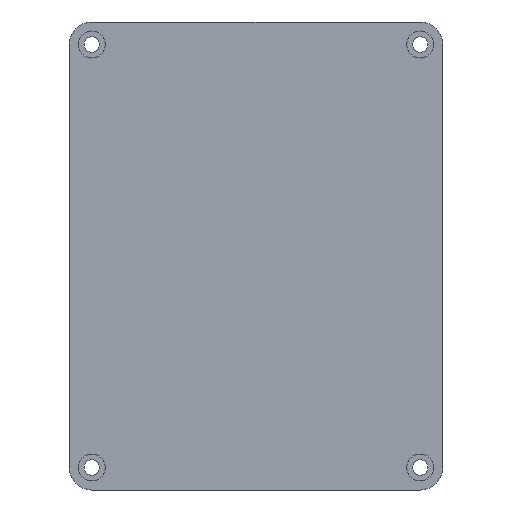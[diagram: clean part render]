
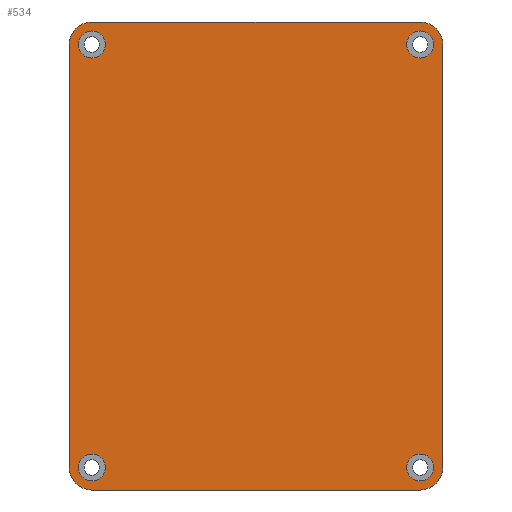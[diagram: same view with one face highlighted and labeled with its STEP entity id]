
A CAD part, front view. The second image highlights one B-rep face of the part: STEP entity #534.
In plain terms, the highlighted planar face has unit normal (0, -1, 0).
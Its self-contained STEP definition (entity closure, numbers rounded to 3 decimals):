
#19=FACE_BOUND('',#101,.T.);
#20=FACE_BOUND('',#102,.T.);
#21=FACE_BOUND('',#103,.T.);
#22=FACE_BOUND('',#104,.T.);
#40=PLANE('',#598);
#66=FACE_OUTER_BOUND('',#100,.T.);
#100=EDGE_LOOP('',(#465,#466,#467,#468,#469,#470,#471,#472));
#101=EDGE_LOOP('',(#473));
#102=EDGE_LOOP('',(#474));
#103=EDGE_LOOP('',(#475));
#104=EDGE_LOOP('',(#476));
#131=LINE('',#819,#179);
#139=LINE('',#838,#187);
#159=LINE('',#896,#207);
#160=LINE('',#898,#208);
#179=VECTOR('',#651,10.);
#187=VECTOR('',#669,10.);
#207=VECTOR('',#735,10.);
#208=VECTOR('',#738,10.);
#214=CIRCLE('',#559,5.);
#222=CIRCLE('',#570,5.);
#223=CIRCLE('',#572,5.);
#224=CIRCLE('',#575,5.);
#226=CIRCLE('',#584,3.);
#228=CIRCLE('',#587,3.);
#230=CIRCLE('',#590,3.);
#232=CIRCLE('',#593,3.);
#239=VERTEX_POINT('',#774);
#240=VERTEX_POINT('',#776);
#259=VERTEX_POINT('',#818);
#262=VERTEX_POINT('',#827);
#263=VERTEX_POINT('',#831);
#264=VERTEX_POINT('',#833);
#265=VERTEX_POINT('',#837);
#266=VERTEX_POINT('',#841);
#274=VERTEX_POINT('',#871);
#276=VERTEX_POINT('',#877);
#278=VERTEX_POINT('',#883);
#280=VERTEX_POINT('',#889);
#287=EDGE_CURVE('',#239,#240,#214,.T.);
#308=EDGE_CURVE('',#259,#240,#131,.T.);
#313=EDGE_CURVE('',#259,#262,#222,.T.);
#316=EDGE_CURVE('',#263,#264,#223,.T.);
#318=EDGE_CURVE('',#265,#264,#139,.T.);
#320=EDGE_CURVE('',#265,#266,#224,.T.);
#336=EDGE_CURVE('',#274,#274,#226,.T.);
#339=EDGE_CURVE('',#276,#276,#228,.T.);
#342=EDGE_CURVE('',#278,#278,#230,.T.);
#345=EDGE_CURVE('',#280,#280,#232,.T.);
#347=EDGE_CURVE('',#263,#262,#159,.T.);
#348=EDGE_CURVE('',#239,#266,#160,.T.);
#465=ORIENTED_EDGE('',*,*,#287,.F.);
#466=ORIENTED_EDGE('',*,*,#348,.T.);
#467=ORIENTED_EDGE('',*,*,#320,.F.);
#468=ORIENTED_EDGE('',*,*,#318,.T.);
#469=ORIENTED_EDGE('',*,*,#316,.F.);
#470=ORIENTED_EDGE('',*,*,#347,.T.);
#471=ORIENTED_EDGE('',*,*,#313,.F.);
#472=ORIENTED_EDGE('',*,*,#308,.T.);
#473=ORIENTED_EDGE('',*,*,#345,.F.);
#474=ORIENTED_EDGE('',*,*,#339,.F.);
#475=ORIENTED_EDGE('',*,*,#342,.F.);
#476=ORIENTED_EDGE('',*,*,#336,.F.);
#534=ADVANCED_FACE('',(#66,#19,#20,#21,#22),#40,.F.);
#559=AXIS2_PLACEMENT_3D('',#777,#618,#619);
#570=AXIS2_PLACEMENT_3D('',#828,#658,#659);
#572=AXIS2_PLACEMENT_3D('',#834,#664,#665);
#575=AXIS2_PLACEMENT_3D('',#842,#673,#674);
#584=AXIS2_PLACEMENT_3D('',#873,#705,#706);
#587=AXIS2_PLACEMENT_3D('',#879,#712,#713);
#590=AXIS2_PLACEMENT_3D('',#885,#719,#720);
#593=AXIS2_PLACEMENT_3D('',#891,#726,#727);
#598=AXIS2_PLACEMENT_3D('',#899,#739,#740);
#618=DIRECTION('center_axis',(0.,1.,0.));
#619=DIRECTION('ref_axis',(0.707,0.,-0.707));
#651=DIRECTION('',(1.,0.,0.));
#658=DIRECTION('center_axis',(0.,1.,0.));
#659=DIRECTION('ref_axis',(-0.707,0.,-0.707));
#664=DIRECTION('center_axis',(0.,1.,0.));
#665=DIRECTION('ref_axis',(-0.707,0.,0.707));
#669=DIRECTION('',(-1.,0.,0.));
#673=DIRECTION('center_axis',(0.,1.,0.));
#674=DIRECTION('ref_axis',(0.707,0.,0.707));
#705=DIRECTION('center_axis',(0.,-1.,0.));
#706=DIRECTION('ref_axis',(1.,0.,0.));
#712=DIRECTION('center_axis',(0.,-1.,0.));
#713=DIRECTION('ref_axis',(1.,0.,0.));
#719=DIRECTION('center_axis',(0.,-1.,0.));
#720=DIRECTION('ref_axis',(1.,0.,0.));
#726=DIRECTION('center_axis',(0.,-1.,0.));
#727=DIRECTION('ref_axis',(1.,0.,0.));
#735=DIRECTION('',(0.,0.,-1.));
#738=DIRECTION('',(0.,0.,1.));
#739=DIRECTION('center_axis',(0.,1.,0.));
#740=DIRECTION('ref_axis',(1.,0.,0.));
#774=CARTESIAN_POINT('',(41.5,0.,-47.));
#776=CARTESIAN_POINT('',(36.5,0.,-52.));
#777=CARTESIAN_POINT('Origin',(36.5,0.,-47.));
#818=CARTESIAN_POINT('',(-36.5,0.,-52.));
#819=CARTESIAN_POINT('',(-41.5,0.,-52.));
#827=CARTESIAN_POINT('',(-41.5,0.,-47.));
#828=CARTESIAN_POINT('Origin',(-36.5,0.,-47.));
#831=CARTESIAN_POINT('',(-41.5,0.,47.));
#833=CARTESIAN_POINT('',(-36.5,0.,52.));
#834=CARTESIAN_POINT('Origin',(-36.5,0.,47.));
#837=CARTESIAN_POINT('',(36.5,0.,52.));
#838=CARTESIAN_POINT('',(41.5,0.,52.));
#841=CARTESIAN_POINT('',(41.5,0.,47.));
#842=CARTESIAN_POINT('Origin',(36.5,0.,47.));
#871=CARTESIAN_POINT('',(33.5,0.,47.));
#873=CARTESIAN_POINT('Origin',(36.5,0.,47.));
#877=CARTESIAN_POINT('',(-39.5,0.,47.));
#879=CARTESIAN_POINT('Origin',(-36.5,0.,47.));
#883=CARTESIAN_POINT('',(-39.5,0.,-47.));
#885=CARTESIAN_POINT('Origin',(-36.5,0.,-47.));
#889=CARTESIAN_POINT('',(33.5,0.,-47.));
#891=CARTESIAN_POINT('Origin',(36.5,0.,-47.));
#896=CARTESIAN_POINT('',(-41.5,0.,52.));
#898=CARTESIAN_POINT('',(41.5,0.,-52.));
#899=CARTESIAN_POINT('Origin',(0.,0.,0.));
